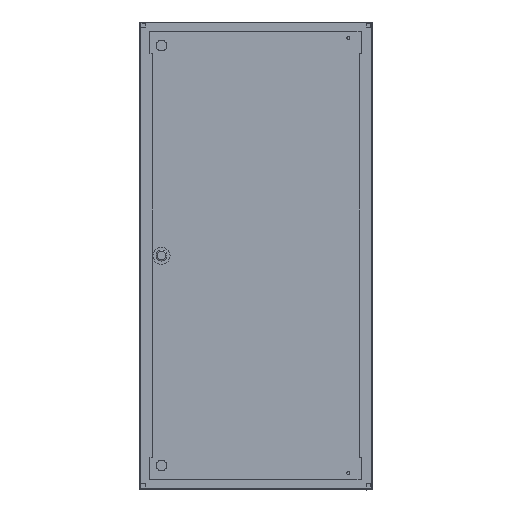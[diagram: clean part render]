
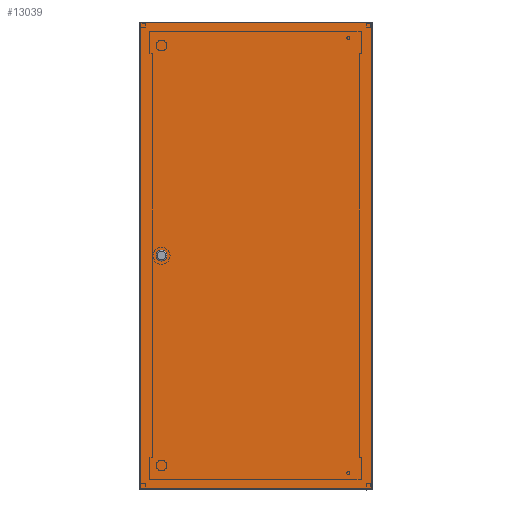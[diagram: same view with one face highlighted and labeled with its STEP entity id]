
A CAD part, top view. The second image highlights one B-rep face of the part: STEP entity #13039.
In plain terms, the highlighted face is planar.
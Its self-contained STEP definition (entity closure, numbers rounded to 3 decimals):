
#167 = VECTOR ( 'NONE', #6838, 1000. ) ;
#507 = CARTESIAN_POINT ( 'NONE',  ( 297.5, 599.25, 0. ) ) ;
#890 = DIRECTION ( 'NONE',  ( -1., 0., 0. ) ) ;
#1150 = DIRECTION ( 'NONE',  ( -1., 0., 0. ) ) ;
#1230 = DIRECTION ( 'NONE',  ( 0., 0., -1. ) ) ;
#1597 = AXIS2_PLACEMENT_3D ( 'NONE', #7768, #11141, #1150 ) ;
#2220 = CARTESIAN_POINT ( 'NONE',  ( 297.5, 599.25, 0. ) ) ;
#2278 = VECTOR ( 'NONE', #10926, 1000. ) ;
#2352 = VERTEX_POINT ( 'NONE', #5149 ) ;
#2357 = LINE ( 'NONE', #6906, #167 ) ;
#2447 = ORIENTED_EDGE ( 'NONE', *, *, #13948, .F. ) ;
#2702 = LINE ( 'NONE', #507, #11901 ) ;
#2758 = VERTEX_POINT ( 'NONE', #12835 ) ;
#2776 = DIRECTION ( 'NONE',  ( 0., 1., 0. ) ) ;
#3306 = CARTESIAN_POINT ( 'NONE',  ( 256.5, 0., 0. ) ) ;
#3524 = DIRECTION ( 'NONE',  ( -1., 0., 0. ) ) ;
#3684 = VERTEX_POINT ( 'NONE', #13170 ) ;
#4033 = EDGE_CURVE ( 'NONE', #2352, #9434, #9225, .T. ) ;
#4075 = AXIS2_PLACEMENT_3D ( 'NONE', #6401, #8592, #890 ) ;
#4317 = LINE ( 'NONE', #13053, #2278 ) ;
#4558 = LINE ( 'NONE', #9101, #14038 ) ;
#4690 = VERTEX_POINT ( 'NONE', #13233 ) ;
#4775 = EDGE_LOOP ( 'NONE', ( #10188, #13855 ) ) ;
#5149 = CARTESIAN_POINT ( 'NONE',  ( 228.5, 0., 0. ) ) ;
#5282 = EDGE_CURVE ( 'NONE', #3684, #2758, #2357, .T. ) ;
#5589 = EDGE_CURVE ( 'NONE', #2758, #4690, #4317, .T. ) ;
#6401 = CARTESIAN_POINT ( 'NONE',  ( 242.5, 0., 0. ) ) ;
#6838 = DIRECTION ( 'NONE',  ( 0., -1., 0. ) ) ;
#6865 = ORIENTED_EDGE ( 'NONE', *, *, #10362, .F. ) ;
#6906 = CARTESIAN_POINT ( 'NONE',  ( -297.5, 599.25, 0. ) ) ;
#7417 = ORIENTED_EDGE ( 'NONE', *, *, #5589, .F. ) ;
#7768 = CARTESIAN_POINT ( 'NONE',  ( 0., 0., 0. ) ) ;
#8592 = DIRECTION ( 'NONE',  ( 0., 0., -1. ) ) ;
#9075 = CARTESIAN_POINT ( 'NONE',  ( 242.5, 0., 0. ) ) ;
#9101 = CARTESIAN_POINT ( 'NONE',  ( 297.5, 599.25, 0. ) ) ;
#9225 = CIRCLE ( 'NONE', #4075, 14. ) ;
#9434 = VERTEX_POINT ( 'NONE', #3306 ) ;
#10027 = FACE_BOUND ( 'NONE', #4775, .T. ) ;
#10188 = ORIENTED_EDGE ( 'NONE', *, *, #14194, .F. ) ;
#10261 = CIRCLE ( 'NONE', #10734, 14. ) ;
#10362 = EDGE_CURVE ( 'NONE', #13466, #3684, #4558, .T. ) ;
#10734 = AXIS2_PLACEMENT_3D ( 'NONE', #9075, #1230, #14356 ) ;
#10926 = DIRECTION ( 'NONE',  ( 1., 0., 0. ) ) ;
#11141 = DIRECTION ( 'NONE',  ( 0., 0., -1. ) ) ;
#11370 = ORIENTED_EDGE ( 'NONE', *, *, #5282, .F. ) ;
#11901 = VECTOR ( 'NONE', #2776, 1000. ) ;
#12096 = FACE_OUTER_BOUND ( 'NONE', #14236, .T. ) ;
#12835 = CARTESIAN_POINT ( 'NONE',  ( -297.5, -599.25, 0. ) ) ;
#13039 = ADVANCED_FACE ( 'NONE', ( #10027, #12096 ), #14429, .T. ) ;
#13053 = CARTESIAN_POINT ( 'NONE',  ( 297.5, -599.25, 0. ) ) ;
#13170 = CARTESIAN_POINT ( 'NONE',  ( -297.5, 599.25, 0. ) ) ;
#13233 = CARTESIAN_POINT ( 'NONE',  ( 297.5, -599.25, 0. ) ) ;
#13466 = VERTEX_POINT ( 'NONE', #2220 ) ;
#13855 = ORIENTED_EDGE ( 'NONE', *, *, #4033, .F. ) ;
#13948 = EDGE_CURVE ( 'NONE', #4690, #13466, #2702, .T. ) ;
#14038 = VECTOR ( 'NONE', #3524, 1000. ) ;
#14194 = EDGE_CURVE ( 'NONE', #9434, #2352, #10261, .T. ) ;
#14236 = EDGE_LOOP ( 'NONE', ( #11370, #6865, #2447, #7417 ) ) ;
#14356 = DIRECTION ( 'NONE',  ( -1., 0., 0. ) ) ;
#14429 = PLANE ( 'NONE',  #1597 ) ;
